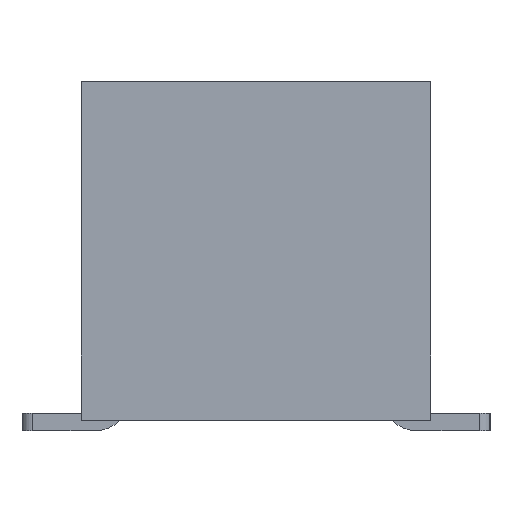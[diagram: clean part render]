
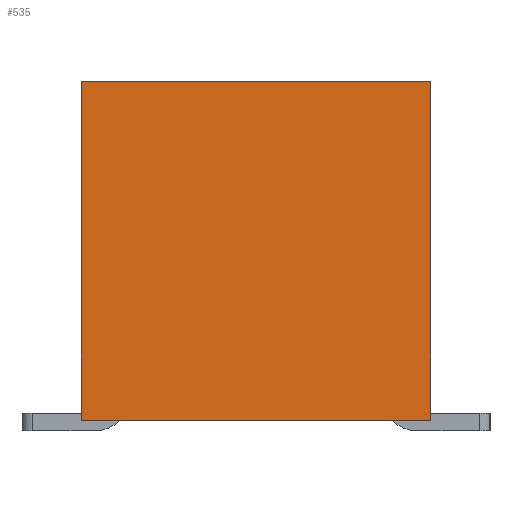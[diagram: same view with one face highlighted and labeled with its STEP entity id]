
A CAD part, left-side view. The second image highlights one B-rep face of the part: STEP entity #535.
In plain terms, the highlighted planar face has unit normal (-1, 0, 0).
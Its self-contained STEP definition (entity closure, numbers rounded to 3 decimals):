
#535=ADVANCED_FACE('',(#2587),#1581,.T.);
#1581=PLANE('',#20268);
#2587=FACE_OUTER_BOUND('',#3711,.T.);
#3711=EDGE_LOOP('',(#5446,#5447,#5448,#5449));
#5446=ORIENTED_EDGE('',*,*,#12937,.T.);
#5447=ORIENTED_EDGE('',*,*,#12873,.T.);
#5448=ORIENTED_EDGE('',*,*,#12978,.F.);
#5449=ORIENTED_EDGE('',*,*,#12979,.T.);
#11023=VERTEX_POINT('',#27981);
#11025=VERTEX_POINT('',#27985);
#11078=VERTEX_POINT('',#28104);
#11110=VERTEX_POINT('',#28178);
#12873=EDGE_CURVE('',#11023,#11025,#15725,.T.);
#12937=EDGE_CURVE('',#11078,#11023,#15789,.T.);
#12978=EDGE_CURVE('',#11110,#11025,#15830,.T.);
#12979=EDGE_CURVE('',#11110,#11078,#15831,.T.);
#15725=LINE('',#27986,#18257);
#15789=LINE('',#28103,#18321);
#15830=LINE('',#28177,#18362);
#15831=LINE('',#28179,#18363);
#18257=VECTOR('',#22196,1.);
#18321=VECTOR('',#22262,1.);
#18362=VECTOR('',#22305,1.);
#18363=VECTOR('',#22306,1.);
#20268=AXIS2_PLACEMENT_3D('',#28180,#22307,#22308);
#22196=DIRECTION('',(0.,1.,0.));
#22262=DIRECTION('',(0.,0.,1.));
#22305=DIRECTION('',(0.,0.,1.));
#22306=DIRECTION('',(0.,-1.,0.));
#22307=DIRECTION('',(-1.,0.,0.));
#22308=DIRECTION('',(0.,0.,1.));
#27981=CARTESIAN_POINT('',(0.,0.,4.4));
#27985=CARTESIAN_POINT('',(0.,5.,4.4));
#27986=CARTESIAN_POINT('',(0.,2.5,4.4));
#28103=CARTESIAN_POINT('',(0.,0.,0.));
#28104=CARTESIAN_POINT('',(0.,0.,
-0.45));
#28177=CARTESIAN_POINT('',(0.,5.,0.));
#28178=CARTESIAN_POINT('',(0.,5.,-0.45));
#28179=CARTESIAN_POINT('',(0.,5.,-0.45));
#28180=CARTESIAN_POINT('',(0.,2.5,0.));
